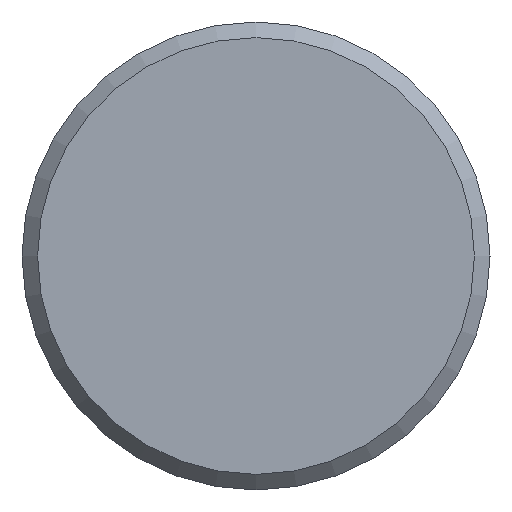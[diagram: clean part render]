
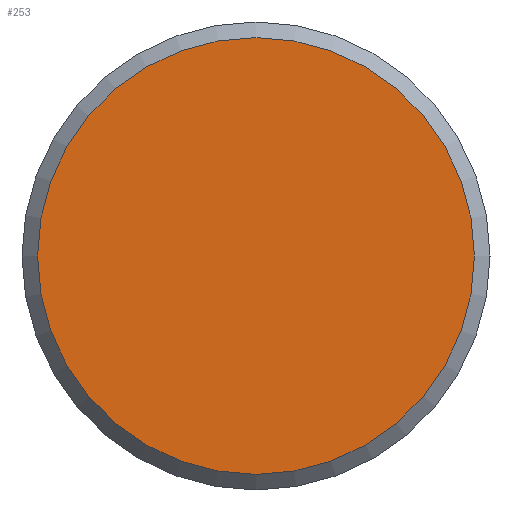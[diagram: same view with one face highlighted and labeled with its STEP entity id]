
A CAD part, left-side view. The second image highlights one B-rep face of the part: STEP entity #253.
In plain terms, the highlighted planar face has unit normal (-1, 0, 0).
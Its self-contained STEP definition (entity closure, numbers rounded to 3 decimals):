
#24=PLANE('',#281);
#46=FACE_OUTER_BOUND('',#67,.T.);
#67=EDGE_LOOP('',(#198));
#118=CIRCLE('',#280,2.8);
#138=VERTEX_POINT('',#423);
#161=EDGE_CURVE('',#138,#138,#118,.T.);
#198=ORIENTED_EDGE('',*,*,#161,.F.);
#253=ADVANCED_FACE('',(#46),#24,.F.);
#280=AXIS2_PLACEMENT_3D('',#425,#334,#335);
#281=AXIS2_PLACEMENT_3D('',#426,#336,#337);
#334=DIRECTION('center_axis',(1.,0.,0.));
#335=DIRECTION('ref_axis',(0.,1.,0.));
#336=DIRECTION('center_axis',(1.,0.,0.));
#337=DIRECTION('ref_axis',(0.,1.,0.));
#423=CARTESIAN_POINT('',(-31.,17.2,20.));
#425=CARTESIAN_POINT('Origin',(-31.,20.,20.));
#426=CARTESIAN_POINT('Origin',(-31.,17.,0.));
